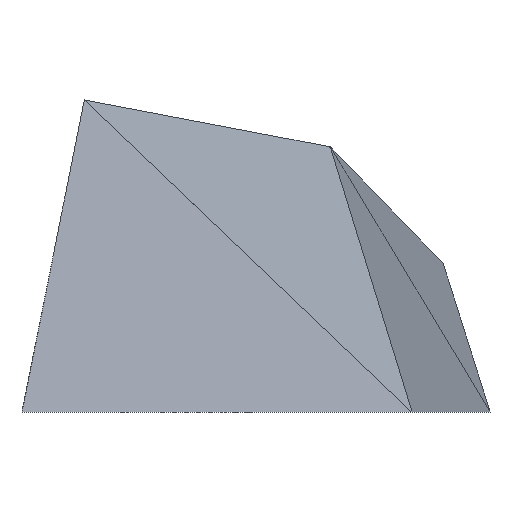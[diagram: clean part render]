
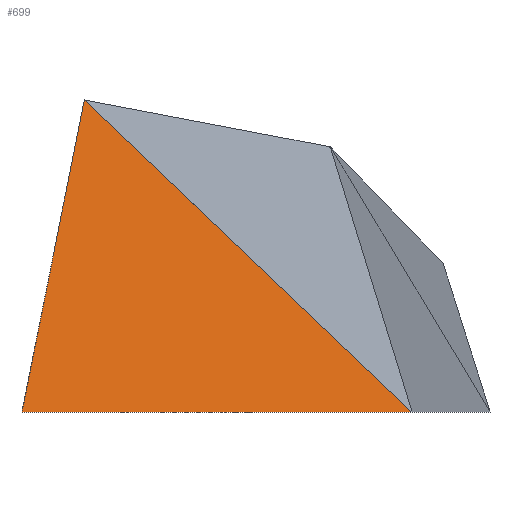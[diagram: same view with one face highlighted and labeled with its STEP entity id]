
A CAD part, front view. The second image highlights one B-rep face of the part: STEP entity #699.
In plain terms, the highlighted free-form (B-spline) face has degree [3, 3] with [4, 4] control points.
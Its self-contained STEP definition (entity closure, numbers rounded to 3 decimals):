
#234 = VERTEX_POINT('',#235);
#235 = CARTESIAN_POINT('',(1.,0.,0.));
#242 = B_SPLINE_SURFACE_WITH_KNOTS('',3,3,(
    (#243,#244,#245,#246)
    ,(#247,#248,#249,#250)
    ,(#251,#252,#253,#254)
    ,(#255,#256,#257,#258
    )),.UNSPECIFIED.,.F.,.F.,.F.,(4,4),(4,4),(-0.624,
    0.664),(-0.141,0.257),
  .PIECEWISE_BEZIER_KNOTS.);
#243 = CARTESIAN_POINT('',(0.111,0.166,0.831));
#244 = CARTESIAN_POINT('',(0.205,0.186,0.922)
  );
#245 = CARTESIAN_POINT('',(0.299,0.206,1.013)
  );
#246 = CARTESIAN_POINT('',(0.394,0.225,1.105));
#247 = CARTESIAN_POINT('',(0.413,0.106,0.532)
  );
#248 = CARTESIAN_POINT('',(0.507,0.126,0.623)
  );
#249 = CARTESIAN_POINT('',(0.602,0.146,0.714)
  );
#250 = CARTESIAN_POINT('',(0.696,0.165,0.806)
  );
#251 = CARTESIAN_POINT('',(0.715,0.046,
    0.233));
#252 = CARTESIAN_POINT('',(0.81,0.066,
    0.324));
#253 = CARTESIAN_POINT('',(0.904,0.086,
    0.415));
#254 = CARTESIAN_POINT('',(0.998,0.106,0.507)
  );
#255 = CARTESIAN_POINT('',(1.018,-0.014,
    -0.066));
#256 = CARTESIAN_POINT('',(1.112,0.006,
    0.025));
#257 = CARTESIAN_POINT('',(1.206,0.026,
    0.116));
#258 = CARTESIAN_POINT('',(1.3,0.046,
    0.208));
#289 = VERTEX_POINT('',#290);
#290 = CARTESIAN_POINT('',(0.16,0.16,0.8));
#309 = EDGE_CURVE('',#289,#234,#310,.T.);
#310 = SURFACE_CURVE('',#311,(#315,#321),.PCURVE_S1.);
#311 = LINE('',#312,#313);
#312 = CARTESIAN_POINT('',(1.,0.,0.));
#313 = VECTOR('',#314,1.);
#314 = DIRECTION('',(0.717,-0.137,-0.683));
#315 = PCURVE('',#242,#316);
#316 = DEFINITIONAL_REPRESENTATION('',(#317),#320);
#317 = B_SPLINE_CURVE_WITH_KNOTS('',1,(#318,#319),.UNSPECIFIED.,.F.,.F.,
  (2,2),(-1.171,-0.),.PIECEWISE_BEZIER_KNOTS.);
#318 = CARTESIAN_POINT('',(-0.567,-0.128));
#319 = CARTESIAN_POINT('',(0.604,-0.106));
#320 = ( GEOMETRIC_REPRESENTATION_CONTEXT(2) 
PARAMETRIC_REPRESENTATION_CONTEXT() REPRESENTATION_CONTEXT('2D SPACE',''
  ) );
#321 = PCURVE('',#322,#339);
#322 = B_SPLINE_SURFACE_WITH_KNOTS('',3,3,(
    (#323,#324,#325,#326)
    ,(#327,#328,#329,#330)
    ,(#331,#332,#333,#334)
    ,(#335,#336,#337,#338
    )),.UNSPECIFIED.,.F.,.F.,.F.,(4,4),(4,4),(-0.548,
    0.724),(-0.489,0.346),
  .PIECEWISE_BEZIER_KNOTS.);
#323 = CARTESIAN_POINT('',(-0.343,0.037,
    0.183));
#324 = CARTESIAN_POINT('',(-0.183,0.081,
    0.406));
#325 = CARTESIAN_POINT('',(-0.023,0.126,
    0.63));
#326 = CARTESIAN_POINT('',(0.137,0.171,0.853)
  );
#327 = CARTESIAN_POINT('',(0.004,-0.011,
    -0.056));
#328 = CARTESIAN_POINT('',(0.164,0.033,
    0.167));
#329 = CARTESIAN_POINT('',(0.324,0.078,
    0.391));
#330 = CARTESIAN_POINT('',(0.484,0.123,0.614)
  );
#331 = CARTESIAN_POINT('',(0.351,-0.059,
    -0.295));
#332 = CARTESIAN_POINT('',(0.511,-0.014,
    -0.072));
#333 = CARTESIAN_POINT('',(0.671,0.03,
    0.152));
#334 = CARTESIAN_POINT('',(0.831,0.075,
    0.375));
#335 = CARTESIAN_POINT('',(0.698,-0.107,
    -0.534));
#336 = CARTESIAN_POINT('',(0.858,-0.062,
    -0.311));
#337 = CARTESIAN_POINT('',(1.018,-0.017,
    -0.087));
#338 = CARTESIAN_POINT('',(1.178,0.027,
    0.136));
#339 = DEFINITIONAL_REPRESENTATION('',(#340),#343);
#340 = B_SPLINE_CURVE_WITH_KNOTS('',1,(#341,#342),.UNSPECIFIED.,.F.,.F.,
  (2,2),(-1.171,0.),.PIECEWISE_BEZIER_KNOTS.);
#341 = CARTESIAN_POINT('',(-0.498,0.315));
#342 = CARTESIAN_POINT('',(0.658,0.13));
#343 = ( GEOMETRIC_REPRESENTATION_CONTEXT(2) 
PARAMETRIC_REPRESENTATION_CONTEXT() REPRESENTATION_CONTEXT('2D SPACE',''
  ) );
#448 = B_SPLINE_SURFACE_WITH_KNOTS('',3,3,(
    (#449,#450,#451,#452)
    ,(#453,#454,#455,#456)
    ,(#457,#458,#459,#460)
    ,(#461,#462,#463,#464
    )),.UNSPECIFIED.,.F.,.F.,.F.,(4,4),(4,4),(-0.548,
    0.724),(-0.489,0.346),
  .PIECEWISE_BEZIER_KNOTS.);
#449 = CARTESIAN_POINT('',(0.037,-0.343,
    0.183));
#450 = CARTESIAN_POINT('',(0.081,-0.183,
    0.406));
#451 = CARTESIAN_POINT('',(0.126,-0.023,
    0.63));
#452 = CARTESIAN_POINT('',(0.171,0.137,0.853)
  );
#453 = CARTESIAN_POINT('',(-0.011,0.004,
    -0.056));
#454 = CARTESIAN_POINT('',(0.033,0.164,
    0.167));
#455 = CARTESIAN_POINT('',(0.078,0.324,
    0.391));
#456 = CARTESIAN_POINT('',(0.123,0.484,0.614)
  );
#457 = CARTESIAN_POINT('',(-0.059,0.351,
    -0.295));
#458 = CARTESIAN_POINT('',(-0.014,0.511,
    -0.072));
#459 = CARTESIAN_POINT('',(0.03,0.671,
    0.152));
#460 = CARTESIAN_POINT('',(0.075,0.831,
    0.375));
#461 = CARTESIAN_POINT('',(-0.107,0.698,
    -0.534));
#462 = CARTESIAN_POINT('',(-0.062,0.858,
    -0.311));
#463 = CARTESIAN_POINT('',(-0.017,1.018,
    -0.087));
#464 = CARTESIAN_POINT('',(0.027,1.178,
    0.136));
#476 = VERTEX_POINT('',#477);
#477 = CARTESIAN_POINT('',(0.,0.,0.));
#513 = EDGE_CURVE('',#476,#289,#514,.T.);
#514 = SURFACE_CURVE('',#515,(#519,#525),.PCURVE_S1.);
#515 = LINE('',#516,#517);
#516 = CARTESIAN_POINT('',(0.16,0.16,0.8));
#517 = VECTOR('',#518,1.);
#518 = DIRECTION('',(0.192,0.192,0.962));
#519 = PCURVE('',#448,#520);
#520 = DEFINITIONAL_REPRESENTATION('',(#521),#524);
#521 = B_SPLINE_CURVE_WITH_KNOTS('',1,(#522,#523),.UNSPECIFIED.,.F.,.F.,
  (2,2),(-0.831,-0.),.PIECEWISE_BEZIER_KNOTS.);
#522 = CARTESIAN_POINT('',(-0.16,-0.445));
#523 = CARTESIAN_POINT('',(-0.498,0.315));
#524 = ( GEOMETRIC_REPRESENTATION_CONTEXT(2) 
PARAMETRIC_REPRESENTATION_CONTEXT() REPRESENTATION_CONTEXT('2D SPACE',''
  ) );
#525 = PCURVE('',#322,#526);
#526 = DEFINITIONAL_REPRESENTATION('',(#527),#530);
#527 = B_SPLINE_CURVE_WITH_KNOTS('',1,(#528,#529),.UNSPECIFIED.,.F.,.F.,
  (2,2),(-0.831,0.),.PIECEWISE_BEZIER_KNOTS.);
#528 = CARTESIAN_POINT('',(-0.16,-0.445));
#529 = CARTESIAN_POINT('',(-0.498,0.315));
#530 = ( GEOMETRIC_REPRESENTATION_CONTEXT(2) 
PARAMETRIC_REPRESENTATION_CONTEXT() REPRESENTATION_CONTEXT('2D SPACE',''
  ) );
#535 = EDGE_CURVE('',#476,#234,#536,.T.);
#536 = SURFACE_CURVE('',#537,(#541,#564),.PCURVE_S1.);
#537 = LINE('',#538,#539);
#538 = CARTESIAN_POINT('',(0.,0.,0.));
#539 = VECTOR('',#540,1.);
#540 = DIRECTION('',(1.,0.,0.));
#541 = PCURVE('',#542,#559);
#542 = B_SPLINE_SURFACE_WITH_KNOTS('',3,3,(
    (#543,#544,#545,#546)
    ,(#547,#548,#549,#550)
    ,(#551,#552,#553,#554)
    ,(#555,#556,#557,#558
    )),.UNSPECIFIED.,.F.,.F.,.F.,(4,4),(4,4),(-0.865,
    0.999),(-0.311,0.511),
  .PIECEWISE_BEZIER_KNOTS.);
#543 = CARTESIAN_POINT('',(-0.073,-0.04,0.));
#544 = CARTESIAN_POINT('',(0.132,-0.222,0.));
#545 = CARTESIAN_POINT('',(0.337,-0.404,0.));
#546 = CARTESIAN_POINT('',(0.542,-0.586,0.));
#547 = CARTESIAN_POINT('',(0.339,0.424,0.));
#548 = CARTESIAN_POINT('',(0.544,0.242,0.));
#549 = CARTESIAN_POINT('',(0.749,0.06,0.));
#550 = CARTESIAN_POINT('',(0.954,-0.122,0.));
#551 = CARTESIAN_POINT('',(0.752,0.889,0.));
#552 = CARTESIAN_POINT('',(0.957,0.707,0.));
#553 = CARTESIAN_POINT('',(1.162,0.525,0.));
#554 = CARTESIAN_POINT('',(1.367,0.343,0.));
#555 = CARTESIAN_POINT('',(1.164,1.353,0.));
#556 = CARTESIAN_POINT('',(1.369,1.171,0.));
#557 = CARTESIAN_POINT('',(1.574,0.989,0.));
#558 = CARTESIAN_POINT('',(1.779,0.807,0.));
#559 = DEFINITIONAL_REPRESENTATION('',(#560),#563);
#560 = B_SPLINE_CURVE_WITH_KNOTS('',1,(#561,#562),.UNSPECIFIED.,.F.,.F.,
  (2,2),(0.,1.),.PIECEWISE_BEZIER_KNOTS.);
#561 = CARTESIAN_POINT('',(-0.786,-0.283));
#562 = CARTESIAN_POINT('',(-0.122,0.465));
#563 = ( GEOMETRIC_REPRESENTATION_CONTEXT(2) 
PARAMETRIC_REPRESENTATION_CONTEXT() REPRESENTATION_CONTEXT('2D SPACE',''
  ) );
#564 = PCURVE('',#322,#565);
#565 = DEFINITIONAL_REPRESENTATION('',(#566),#569);
#566 = B_SPLINE_CURVE_WITH_KNOTS('',1,(#567,#568),.UNSPECIFIED.,.F.,.F.,
  (2,2),(0.,1.),.PIECEWISE_BEZIER_KNOTS.);
#567 = CARTESIAN_POINT('',(-0.16,-0.445));
#568 = CARTESIAN_POINT('',(0.658,0.13));
#569 = ( GEOMETRIC_REPRESENTATION_CONTEXT(2) 
PARAMETRIC_REPRESENTATION_CONTEXT() REPRESENTATION_CONTEXT('2D SPACE',''
  ) );
#699 = ADVANCED_FACE('',(#700),#322,.T.);
#700 = FACE_BOUND('',#701,.T.);
#701 = EDGE_LOOP('',(#702,#703,#704));
#702 = ORIENTED_EDGE('',*,*,#309,.F.);
#703 = ORIENTED_EDGE('',*,*,#513,.F.);
#704 = ORIENTED_EDGE('',*,*,#535,.T.);
